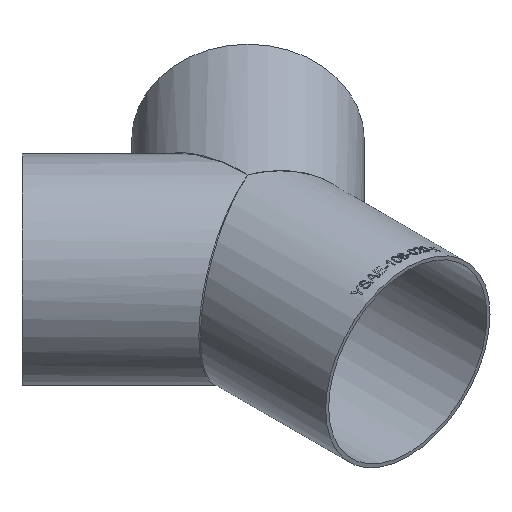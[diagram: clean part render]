
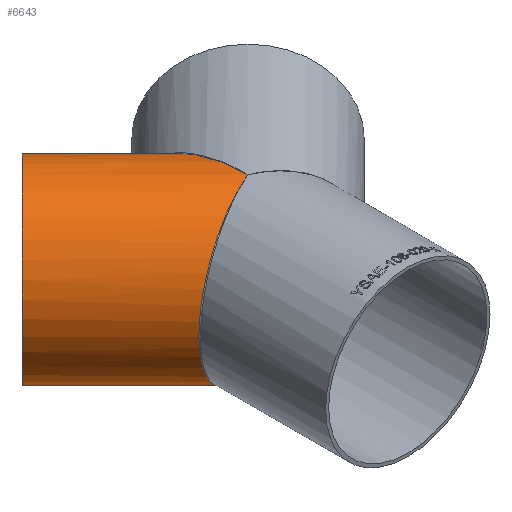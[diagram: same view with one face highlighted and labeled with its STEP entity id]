
A CAD part, isometric view. The second image highlights one B-rep face of the part: STEP entity #6643.
In plain terms, the highlighted cylindrical face has radius 54 mm (diameter 108 mm), a full revolution.
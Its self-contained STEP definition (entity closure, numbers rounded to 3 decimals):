
#190 = ORIENTED_EDGE ( 'NONE', *, *, #18132, .T. ) ;
#883 = DIRECTION ( 'NONE',  ( -0.707, 0.707, 0. ) ) ;
#949 = CARTESIAN_POINT ( 'NONE',  ( -108.644, -44.091, -54. ) ) ;
#1689 = EDGE_CURVE ( 'NONE', #6132, #6132, #14891, .T. ) ;
#1857 = VERTEX_POINT ( 'NONE', #14443 ) ;
#2693 = FACE_OUTER_BOUND ( 'NONE', #20789, .T. ) ;
#3122 = CARTESIAN_POINT ( 'NONE',  ( -1.556, 154.291, 54. ) ) ;
#3161 = AXIS2_PLACEMENT_3D ( 'NONE', #12601, #6515, #4596 ) ;
#4596 = DIRECTION ( 'NONE',  ( -0.707, -0.707, 0. ) ) ;
#4622 = CARTESIAN_POINT ( 'NONE',  ( 0., 0., 54. ) ) ;
#6132 = VERTEX_POINT ( 'NONE', #8036 ) ;
#6154 = EDGE_LOOP ( 'NONE', ( #8667 ) ) ;
#6515 = DIRECTION ( 'NONE',  ( -0.707, 0.707, 0. ) ) ;
#6643 = ADVANCED_FACE ( 'NONE', ( #2693, #18062 ), #22281, .T. ) ;
#7183 = AXIS2_PLACEMENT_3D ( 'NONE', #18268, #883, #16375 ) ;
#8036 = CARTESIAN_POINT ( 'NONE',  ( -112.43, 36.062, 0. ) ) ;
#8667 = ORIENTED_EDGE ( 'NONE', *, *, #1689, .F. ) ;
#9471 =( BOUNDED_CURVE ( )  B_SPLINE_CURVE ( 3, ( #18085, #949, #14544, #4622 ),
 .UNSPECIFIED., .F., .F. ) 
 B_SPLINE_CURVE_WITH_KNOTS ( ( 4, 4 ),
 ( 4.712, 7.854 ),
 .UNSPECIFIED. ) 
 CURVE ( )  GEOMETRIC_REPRESENTATION_ITEM ( )  RATIONAL_B_SPLINE_CURVE ( ( 1., 0.333, 0.333, 1. ) ) 
 REPRESENTATION_ITEM ( '' )  );
#9559 = EDGE_CURVE ( 'NONE', #1857, #17363, #9471, .T. ) ;
#11545 = ORIENTED_EDGE ( 'NONE', *, *, #9559, .T. ) ;
#12601 = CARTESIAN_POINT ( 'NONE',  ( 42.073, -42.073, 0. ) ) ;
#12786 = CARTESIAN_POINT ( 'NONE',  ( -1.556, 154.291, -54. ) ) ;
#13424 = CARTESIAN_POINT ( 'NONE',  ( 0., 0., 54. ) ) ;
#14443 = CARTESIAN_POINT ( 'NONE',  ( 0., 0., -54. ) ) ;
#14544 = CARTESIAN_POINT ( 'NONE',  ( -108.644, -44.091, 54. ) ) ;
#14891 = CIRCLE ( 'NONE', #7183, 54. ) ;
#16354 = CARTESIAN_POINT ( 'NONE',  ( 0., 0., -54. ) ) ;
#16375 = DIRECTION ( 'NONE',  ( -0.707, -0.707, 0. ) ) ;
#17363 = VERTEX_POINT ( 'NONE', #13424 ) ;
#18062 = FACE_OUTER_BOUND ( 'NONE', #6154, .T. ) ;
#18085 = CARTESIAN_POINT ( 'NONE',  ( 0., 0., -54. ) ) ;
#18132 = EDGE_CURVE ( 'NONE', #17363, #1857, #22466, .T. ) ;
#18268 = CARTESIAN_POINT ( 'NONE',  ( -74.246, 74.246, 0. ) ) ;
#19426 = CARTESIAN_POINT ( 'NONE',  ( 0., 0., 54. ) ) ;
#20789 = EDGE_LOOP ( 'NONE', ( #190, #11545 ) ) ;
#22281 = CYLINDRICAL_SURFACE ( 'NONE', #3161, 54. ) ;
#22466 =( BOUNDED_CURVE ( )  B_SPLINE_CURVE ( 3, ( #19426, #3122, #12786, #16354 ),
 .UNSPECIFIED., .F., .F. ) 
 B_SPLINE_CURVE_WITH_KNOTS ( ( 4, 4 ),
 ( 1.571, 4.712 ),
 .UNSPECIFIED. ) 
 CURVE ( )  GEOMETRIC_REPRESENTATION_ITEM ( )  RATIONAL_B_SPLINE_CURVE ( ( 1., 0.333, 0.333, 1. ) ) 
 REPRESENTATION_ITEM ( '' )  );
